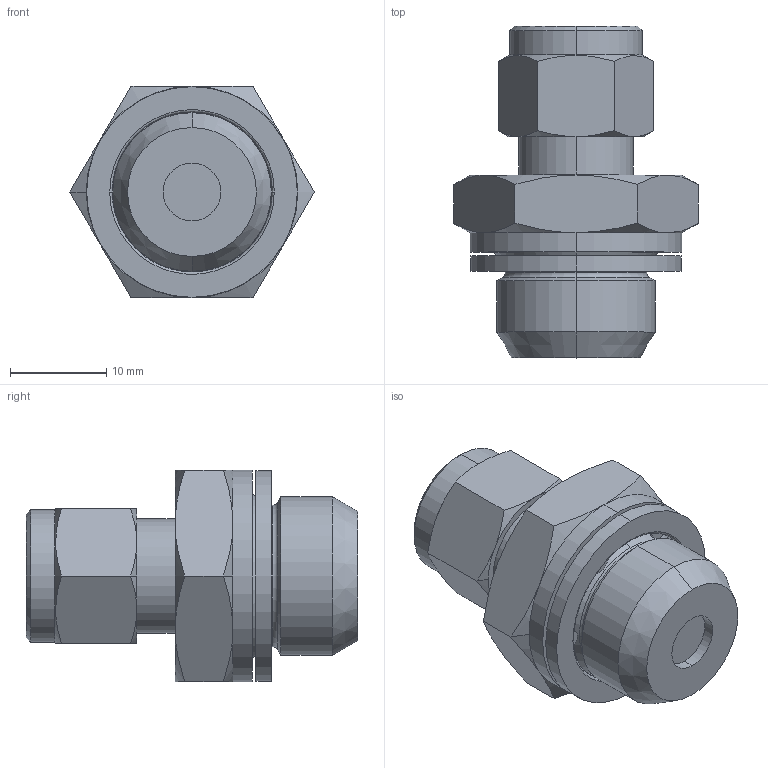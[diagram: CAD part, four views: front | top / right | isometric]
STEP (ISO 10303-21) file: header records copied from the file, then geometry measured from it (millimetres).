
FILE_DESCRIPTION (( 'STEP AP214' ), '1' );
FILE_NAME ('SRK.PC08-G03.STEP', '2018-09-03T13:59:31', ( '' ), ( '' ), 'SwSTEP 2.0', 'SolidWorks 2018', '' );
FILE_SCHEMA (( 'AUTOMOTIVE_DESIGN' ));
Length unit declared in the file: millimetre
Products named in the file (1): SRK.PC08-G03
Bounding box: 25.4 x 34.5 x 22 mm (x, y, z)
Volume: 7908.7 mm3; surface area: 3280.9 mm2
Topology: 2 solids, 2 shells, 99 faces, 230 edges, 140 vertices
Faces by surface type: cone 34, plane 33, cylinder 24, torus 4, bspline 4
Entity records: 3271 total; most frequent: CARTESIAN_POINT 994, DIRECTION 474, ORIENTED_EDGE 460, EDGE_CURVE 230, AXIS2_PLACEMENT_3D 208, VERTEX_POINT 140, CIRCLE 112, EDGE_LOOP 106
